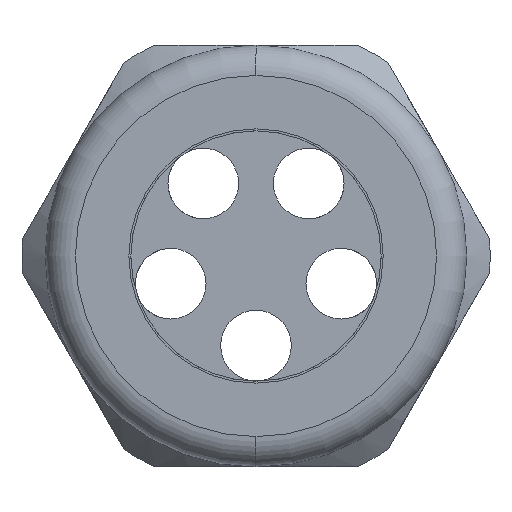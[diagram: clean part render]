
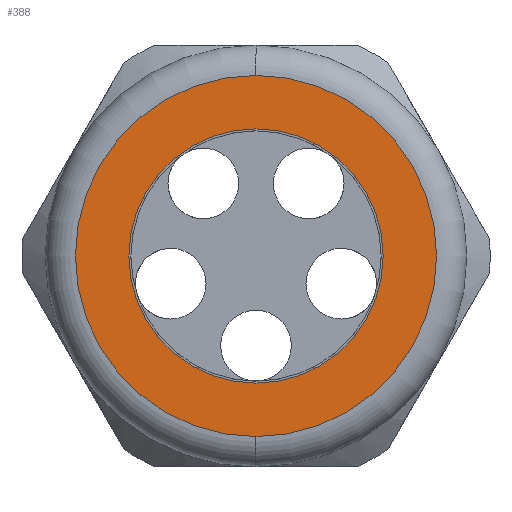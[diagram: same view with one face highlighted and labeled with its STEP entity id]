
A CAD part, left-side view. The second image highlights one B-rep face of the part: STEP entity #388.
In plain terms, the highlighted planar face has unit normal (-1, 0, 0).
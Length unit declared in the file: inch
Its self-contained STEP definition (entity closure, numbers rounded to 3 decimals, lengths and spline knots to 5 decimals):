
#382 = ORIENTED_EDGE ( 'NONE', *, *, #2176, .T. ) ;
#384 = EDGE_LOOP ( 'NONE', ( #435, #421 ) ) ;
#385 = EDGE_LOOP ( 'NONE', ( #382, #387 ) ) ;
#386 = EDGE_CURVE ( 'NONE', #2162, #2169, #3776, .T. ) ;
#387 = ORIENTED_EDGE ( 'NONE', *, *, #386, .T. ) ;
#388 = ADVANCED_FACE ( 'NONE', ( #3771, #3770 ), #3769, .T. ) ;
#421 = ORIENTED_EDGE ( 'NONE', *, *, #2180, .T. ) ;
#435 = ORIENTED_EDGE ( 'NONE', *, *, #436, .T. ) ;
#436 = EDGE_CURVE ( 'NONE', #2164, #2163, #3865, .T. ) ;
#2162 = VERTEX_POINT ( 'NONE', #4718 ) ;
#2163 = VERTEX_POINT ( 'NONE', #4717 ) ;
#2164 = VERTEX_POINT ( 'NONE', #4716 ) ;
#2169 = VERTEX_POINT ( 'NONE', #4710 ) ;
#2176 = EDGE_CURVE ( 'NONE', #2169, #2162, #4702, .T. ) ;
#2180 = EDGE_CURVE ( 'NONE', #2163, #2164, #4692, .T. ) ;
#3768 = CARTESIAN_POINT ( 'NONE',  ( -2.2, 1.045, 0. ) ) ;
#3769 = PLANE ( 'NONE',  #3829 ) ;
#3770 = FACE_BOUND ( 'NONE', #384, .T. ) ;
#3771 = FACE_OUTER_BOUND ( 'NONE', #385, .T. ) ;
#3772 = DIRECTION ( 'NONE',  ( 0., 0., 1. ) ) ;
#3773 = DIRECTION ( 'NONE',  ( -1., 0., 0. ) ) ;
#3774 = CARTESIAN_POINT ( 'NONE',  ( -2.2, 0., 0. ) ) ;
#3775 = AXIS2_PLACEMENT_3D ( 'NONE', #3774, #3773, #3772 ) ;
#3776 = CIRCLE ( 'NONE', #3775, 0.895 ) ;
#3827 = DIRECTION ( 'NONE',  ( 0., 0., 1. ) ) ;
#3828 = DIRECTION ( 'NONE',  ( -1., 0., 0. ) ) ;
#3829 = AXIS2_PLACEMENT_3D ( 'NONE', #3768, #3828, #3827 ) ;
#3864 = CARTESIAN_POINT ( 'NONE',  ( -2.2, 0., 0. ) ) ;
#3865 = CIRCLE ( 'NONE', #3926, 0.63 ) ;
#3924 = DIRECTION ( 'NONE',  ( 0., 0., -1. ) ) ;
#3925 = DIRECTION ( 'NONE',  ( 1., 0., 0. ) ) ;
#3926 = AXIS2_PLACEMENT_3D ( 'NONE', #3864, #3925, #3924 ) ;
#4688 = DIRECTION ( 'NONE',  ( 0., 0., -1. ) ) ;
#4689 = DIRECTION ( 'NONE',  ( 1., 0., 0. ) ) ;
#4690 = CARTESIAN_POINT ( 'NONE',  ( -2.2, 0., 0. ) ) ;
#4691 = AXIS2_PLACEMENT_3D ( 'NONE', #4690, #4689, #4688 ) ;
#4692 = CIRCLE ( 'NONE', #4691, 0.63 ) ;
#4698 = DIRECTION ( 'NONE',  ( 0., 0., 1. ) ) ;
#4699 = DIRECTION ( 'NONE',  ( -1., 0., 0. ) ) ;
#4700 = CARTESIAN_POINT ( 'NONE',  ( -2.2, 0., 0. ) ) ;
#4701 = AXIS2_PLACEMENT_3D ( 'NONE', #4700, #4699, #4698 ) ;
#4702 = CIRCLE ( 'NONE', #4701, 0.895 ) ;
#4710 = CARTESIAN_POINT ( 'NONE',  ( -2.2, 0., 0.895 ) ) ;
#4716 = CARTESIAN_POINT ( 'NONE',  ( -2.2, 0., -0.63 ) ) ;
#4717 = CARTESIAN_POINT ( 'NONE',  ( -2.2, 0., 0.63 ) ) ;
#4718 = CARTESIAN_POINT ( 'NONE',  ( -2.2, 0., -0.895 ) ) ;
